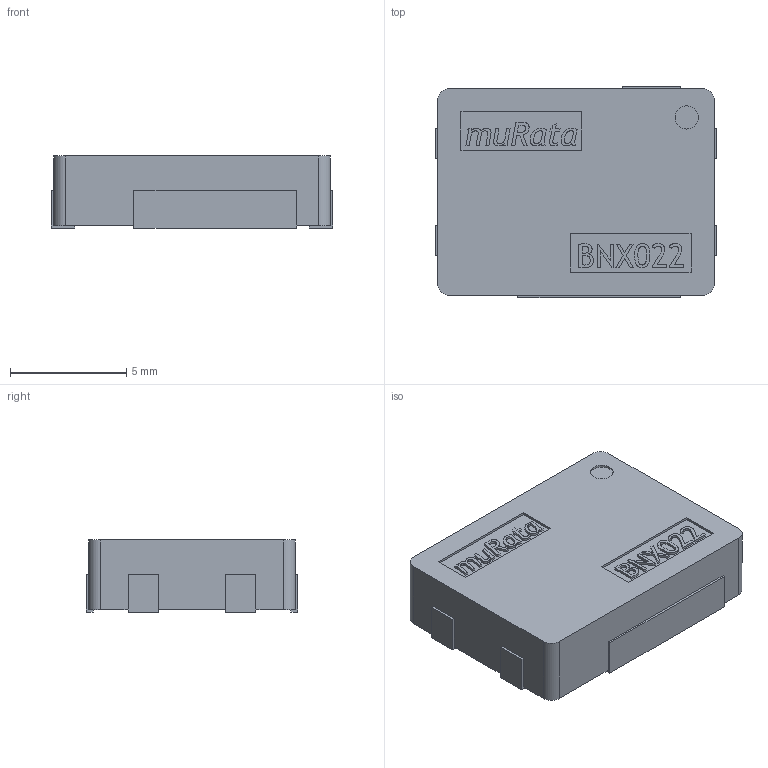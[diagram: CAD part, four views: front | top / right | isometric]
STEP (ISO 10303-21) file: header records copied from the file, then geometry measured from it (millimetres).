
FILE_DESCRIPTION (( 'STEP AP214' ), '1' );
FILE_NAME ('23DB2E12-9FDF-4F93-8C94-A0744BB1D726.STEP', '2023-06-23T15:39:54', ( '' ), ( '' ), 'SwSTEP 2.0', 'SolidWorks 2022', '' );
FILE_SCHEMA (( 'AUTOMOTIVE_DESIGN' ));
Length unit declared in the file: millimetre
Products named in the file (1): 23DB2E12-9FDF-4F93-8C94-A0744BB1D726
Bounding box: 12.1 x 9.1 x 3.1 mm (x, y, z)
Volume: 318.6 mm3; surface area: 350.7 mm2
Topology: 1 solids, 1 shells, 249 faces, 678 edges, 452 vertices
Faces by surface type: plane 155, bspline 88, cylinder 6
Entity records: 14397 total; most frequent: CARTESIAN_POINT 5916, ORIENTED_EDGE 1356, DIRECTION 838, EDGE_CURVE 678, LINE 490, VECTOR 490, VERTEX_POINT 452, EDGE_LOOP 270
